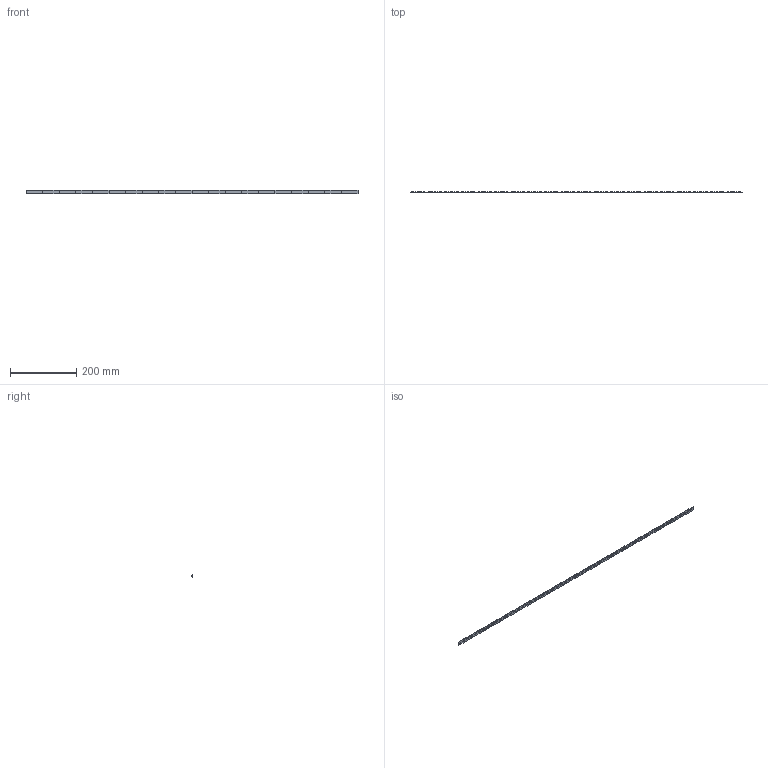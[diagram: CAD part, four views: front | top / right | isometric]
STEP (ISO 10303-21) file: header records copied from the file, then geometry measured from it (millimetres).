
FILE_DESCRIPTION (( 'STEP AP203' ), '1' );
FILE_NAME ('1mLedStrip.STEP', '2014-07-24T14:29:44', ( '' ), ( '' ), 'SwSTEP 2.0', 'SolidWorks 2014', '' );
FILE_SCHEMA (( 'CONFIG_CONTROL_DESIGN' ));
Length unit declared in the file: millimetre
Products named in the file (4): 1mLedStrip; led5050; stripPad; Resistor1206
Assembly tree (120 placements, depth 2):
  1mLedStrip
    stripPad  x20
    led5050  x60
    Resistor1206  x40
Bounding box: 1000 x 2.7 x 12 mm (x, y, z)
Volume: 16527.8 mm3; surface area: 33262.3 mm2
Topology: 200 solids, 200 shells, 12880 faces, 31460 edges, 17280 vertices
Faces by surface type: plane 5800, cylinder 4200, sphere 2160, bspline 600, cone 120
Entity records: 12337 total; most frequent: CARTESIAN_POINT 2526, DIRECTION 1433, ORIENTED_EDGE 1184, EDGE_CURVE 592, AXIS2_PLACEMENT_3D 509, VECTOR 415, LINE 415, VERTEX_POINT 354
